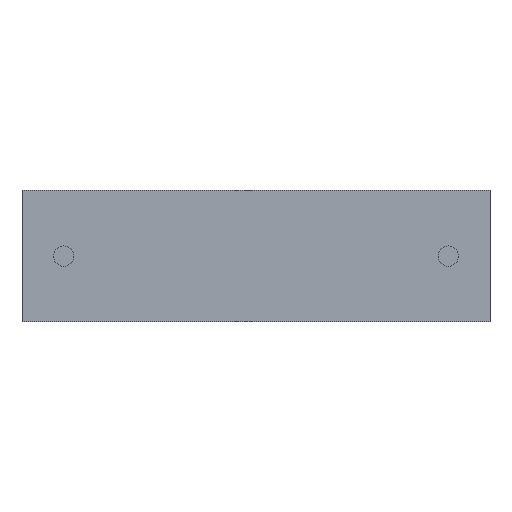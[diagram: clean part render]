
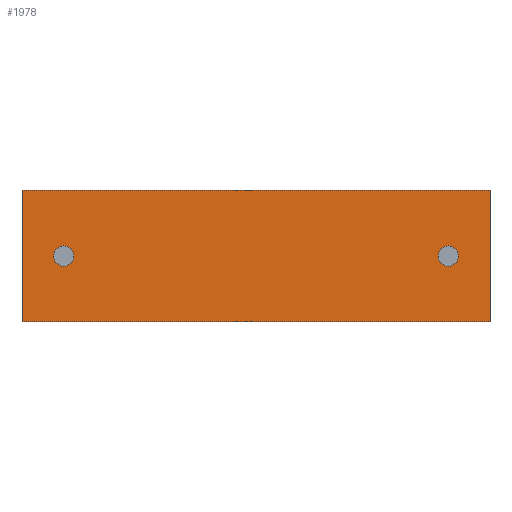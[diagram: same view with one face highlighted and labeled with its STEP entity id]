
A CAD part, front view. The second image highlights one B-rep face of the part: STEP entity #1978.
In plain terms, the highlighted planar face has unit normal (0, -1, 0).
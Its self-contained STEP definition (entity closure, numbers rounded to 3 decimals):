
#4 = LINE ( 'NONE', #1486, #1582 ) ;
#37 = ORIENTED_EDGE ( 'NONE', *, *, #1028, .F. ) ;
#106 = CARTESIAN_POINT ( 'NONE',  ( 1.65, 0., 2.6 ) ) ;
#187 = CARTESIAN_POINT ( 'NONE',  ( 0., 0., 5.2 ) ) ;
#243 = VERTEX_POINT ( 'NONE', #402 ) ;
#244 = EDGE_LOOP ( 'NONE', ( #2334, #1070 ) ) ;
#250 = CARTESIAN_POINT ( 'NONE',  ( 0., 0., 5.2 ) ) ;
#391 = AXIS2_PLACEMENT_3D ( 'NONE', #106, #1696, #1686 ) ;
#402 = CARTESIAN_POINT ( 'NONE',  ( 0., 0., 0. ) ) ;
#413 = VERTEX_POINT ( 'NONE', #1843 ) ;
#501 = EDGE_LOOP ( 'NONE', ( #1856, #1705, #37, #1735 ) ) ;
#504 = DIRECTION ( 'NONE',  ( 0., 0., -1. ) ) ;
#528 = CIRCLE ( 'NONE', #2249, 0.4 ) ;
#576 = DIRECTION ( 'NONE',  ( 1., 0., 0. ) ) ;
#577 = EDGE_CURVE ( 'NONE', #243, #413, #4, .T. ) ;
#612 = DIRECTION ( 'NONE',  ( 0., 0., -1. ) ) ;
#635 = LINE ( 'NONE', #2057, #1400 ) ;
#648 = CIRCLE ( 'NONE', #1571, 0.4 ) ;
#664 = CARTESIAN_POINT ( 'NONE',  ( 0., 0., 5.2 ) ) ;
#674 = CARTESIAN_POINT ( 'NONE',  ( 16.85, 0., 2.2 ) ) ;
#694 = LINE ( 'NONE', #250, #2328 ) ;
#737 = CARTESIAN_POINT ( 'NONE',  ( 1.65, 0., 2.6 ) ) ;
#784 = ORIENTED_EDGE ( 'NONE', *, *, #1967, .T. ) ;
#801 = DIRECTION ( 'NONE',  ( 0., 0., 1. ) ) ;
#835 = EDGE_CURVE ( 'NONE', #1525, #413, #635, .T. ) ;
#861 = VECTOR ( 'NONE', #1408, 1000. ) ;
#893 = EDGE_LOOP ( 'NONE', ( #784, #2409 ) ) ;
#903 = VERTEX_POINT ( 'NONE', #674 ) ;
#953 = AXIS2_PLACEMENT_3D ( 'NONE', #187, #995, #801 ) ;
#995 = DIRECTION ( 'NONE',  ( 0., 1., 0. ) ) ;
#1013 = CIRCLE ( 'NONE', #391, 0.4 ) ;
#1015 = DIRECTION ( 'NONE',  ( 1., 0., 0. ) ) ;
#1028 = EDGE_CURVE ( 'NONE', #1421, #1525, #694, .T. ) ;
#1070 = ORIENTED_EDGE ( 'NONE', *, *, #2169, .F. ) ;
#1079 = DIRECTION ( 'NONE',  ( 0., 1., 0. ) ) ;
#1112 = DIRECTION ( 'NONE',  ( 0., 0., 1. ) ) ;
#1113 = AXIS2_PLACEMENT_3D ( 'NONE', #1757, #2104, #612 ) ;
#1178 = PLANE ( 'NONE',  #953 ) ;
#1374 = VERTEX_POINT ( 'NONE', #1855 ) ;
#1384 = VERTEX_POINT ( 'NONE', #2098 ) ;
#1400 = VECTOR ( 'NONE', #504, 1000. ) ;
#1408 = DIRECTION ( 'NONE',  ( 0., 0., -1. ) ) ;
#1421 = VERTEX_POINT ( 'NONE', #664 ) ;
#1455 = DIRECTION ( 'NONE',  ( 0., 0., -1. ) ) ;
#1486 = CARTESIAN_POINT ( 'NONE',  ( 0., 0., 0. ) ) ;
#1525 = VERTEX_POINT ( 'NONE', #1896 ) ;
#1569 = FACE_BOUND ( 'NONE', #244, .T. ) ;
#1571 = AXIS2_PLACEMENT_3D ( 'NONE', #737, #1829, #1112 ) ;
#1582 = VECTOR ( 'NONE', #576, 1000. ) ;
#1686 = DIRECTION ( 'NONE',  ( 0., 0., 1. ) ) ;
#1696 = DIRECTION ( 'NONE',  ( 0., -1., 0. ) ) ;
#1705 = ORIENTED_EDGE ( 'NONE', *, *, #835, .F. ) ;
#1735 = ORIENTED_EDGE ( 'NONE', *, *, #2356, .T. ) ;
#1753 = CARTESIAN_POINT ( 'NONE',  ( 1.65, 0., 2.2 ) ) ;
#1757 = CARTESIAN_POINT ( 'NONE',  ( 16.85, 0., 2.6 ) ) ;
#1778 = EDGE_CURVE ( 'NONE', #1384, #1960, #1013, .T. ) ;
#1810 = LINE ( 'NONE', #1859, #861 ) ;
#1829 = DIRECTION ( 'NONE',  ( 0., -1., 0. ) ) ;
#1843 = CARTESIAN_POINT ( 'NONE',  ( 18.5, 0., 0. ) ) ;
#1855 = CARTESIAN_POINT ( 'NONE',  ( 16.85, 0., 3. ) ) ;
#1856 = ORIENTED_EDGE ( 'NONE', *, *, #577, .T. ) ;
#1859 = CARTESIAN_POINT ( 'NONE',  ( 0., 0., 5.2 ) ) ;
#1896 = CARTESIAN_POINT ( 'NONE',  ( 18.5, 0., 5.2 ) ) ;
#1960 = VERTEX_POINT ( 'NONE', #1753 ) ;
#1967 = EDGE_CURVE ( 'NONE', #1374, #903, #2472, .T. ) ;
#1978 = ADVANCED_FACE ( 'NONE', ( #2369, #2402, #1569 ), #1178, .F. ) ;
#2057 = CARTESIAN_POINT ( 'NONE',  ( 18.5, 0., 5.2 ) ) ;
#2098 = CARTESIAN_POINT ( 'NONE',  ( 1.65, 0., 3. ) ) ;
#2104 = DIRECTION ( 'NONE',  ( 0., 1., 0. ) ) ;
#2169 = EDGE_CURVE ( 'NONE', #1960, #1384, #648, .T. ) ;
#2249 = AXIS2_PLACEMENT_3D ( 'NONE', #2395, #1079, #1455 ) ;
#2314 = EDGE_CURVE ( 'NONE', #903, #1374, #528, .T. ) ;
#2328 = VECTOR ( 'NONE', #1015, 1000. ) ;
#2334 = ORIENTED_EDGE ( 'NONE', *, *, #1778, .F. ) ;
#2356 = EDGE_CURVE ( 'NONE', #1421, #243, #1810, .T. ) ;
#2369 = FACE_BOUND ( 'NONE', #893, .T. ) ;
#2395 = CARTESIAN_POINT ( 'NONE',  ( 16.85, 0., 2.6 ) ) ;
#2402 = FACE_OUTER_BOUND ( 'NONE', #501, .T. ) ;
#2409 = ORIENTED_EDGE ( 'NONE', *, *, #2314, .T. ) ;
#2472 = CIRCLE ( 'NONE', #1113, 0.4 ) ;
